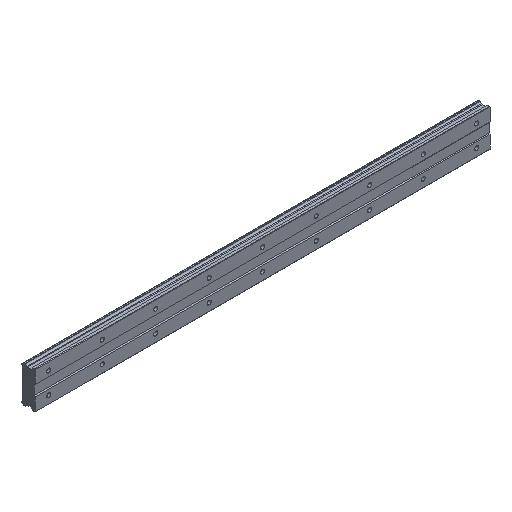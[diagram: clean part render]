
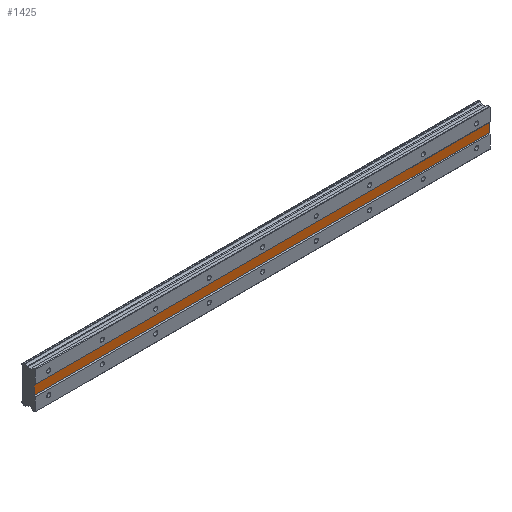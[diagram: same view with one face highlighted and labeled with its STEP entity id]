
A CAD part, isometric view. The second image highlights one B-rep face of the part: STEP entity #1425.
In plain terms, the highlighted planar face has unit normal (0, -1, 0).
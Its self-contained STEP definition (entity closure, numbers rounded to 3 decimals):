
#340 = CARTESIAN_POINT ( 'NONE',  ( 495., 1., -5. ) ) ;
#427 = DIRECTION ( 'NONE',  ( 0., 0., 1. ) ) ;
#451 = LINE ( 'NONE', #3209, #3624 ) ;
#509 = EDGE_CURVE ( 'NONE', #755, #3481, #2810, .T. ) ;
#626 = FACE_OUTER_BOUND ( 'NONE', #2636, .T. ) ;
#702 = CARTESIAN_POINT ( 'NONE',  ( 495., 1., -5. ) ) ;
#755 = VERTEX_POINT ( 'NONE', #1785 ) ;
#942 = LINE ( 'NONE', #340, #1752 ) ;
#975 = CARTESIAN_POINT ( 'NONE',  ( 495., 1., 20.827 ) ) ;
#1166 = AXIS2_PLACEMENT_3D ( 'NONE', #1961, #2872, #427 ) ;
#1284 = DIRECTION ( 'NONE',  ( 0., 0., -1. ) ) ;
#1306 = VECTOR ( 'NONE', #3744, 1000. ) ;
#1425 = ADVANCED_FACE ( 'NONE', ( #626 ), #2808, .F. ) ;
#1752 = VECTOR ( 'NONE', #2176, 1000. ) ;
#1785 = CARTESIAN_POINT ( 'NONE',  ( -15., 1., 5. ) ) ;
#1826 = ORIENTED_EDGE ( 'NONE', *, *, #2711, .F. ) ;
#1918 = ORIENTED_EDGE ( 'NONE', *, *, #2081, .T. ) ;
#1961 = CARTESIAN_POINT ( 'NONE',  ( 495., 1., 5. ) ) ;
#2081 = EDGE_CURVE ( 'NONE', #2558, #2377, #942, .T. ) ;
#2125 = ORIENTED_EDGE ( 'NONE', *, *, #2146, .T. ) ;
#2146 = EDGE_CURVE ( 'NONE', #755, #2558, #451, .T. ) ;
#2176 = DIRECTION ( 'NONE',  ( 1., 0., 0. ) ) ;
#2247 = LINE ( 'NONE', #975, #2850 ) ;
#2377 = VERTEX_POINT ( 'NONE', #702 ) ;
#2425 = CARTESIAN_POINT ( 'NONE',  ( -15., 1., -5. ) ) ;
#2523 = CARTESIAN_POINT ( 'NONE',  ( 495., 1., 5. ) ) ;
#2558 = VERTEX_POINT ( 'NONE', #2425 ) ;
#2636 = EDGE_LOOP ( 'NONE', ( #1918, #1826, #3146, #2125 ) ) ;
#2711 = EDGE_CURVE ( 'NONE', #3481, #2377, #2247, .T. ) ;
#2808 = PLANE ( 'NONE',  #1166 ) ;
#2810 = LINE ( 'NONE', #2523, #1306 ) ;
#2850 = VECTOR ( 'NONE', #1284, 1000. ) ;
#2872 = DIRECTION ( 'NONE',  ( 0., 1., 0. ) ) ;
#2990 = CARTESIAN_POINT ( 'NONE',  ( 495., 1., 5. ) ) ;
#3146 = ORIENTED_EDGE ( 'NONE', *, *, #509, .F. ) ;
#3209 = CARTESIAN_POINT ( 'NONE',  ( -15., 1., 20.827 ) ) ;
#3481 = VERTEX_POINT ( 'NONE', #2990 ) ;
#3624 = VECTOR ( 'NONE', #3866, 1000. ) ;
#3744 = DIRECTION ( 'NONE',  ( 1., 0., 0. ) ) ;
#3866 = DIRECTION ( 'NONE',  ( 0., 0., -1. ) ) ;
